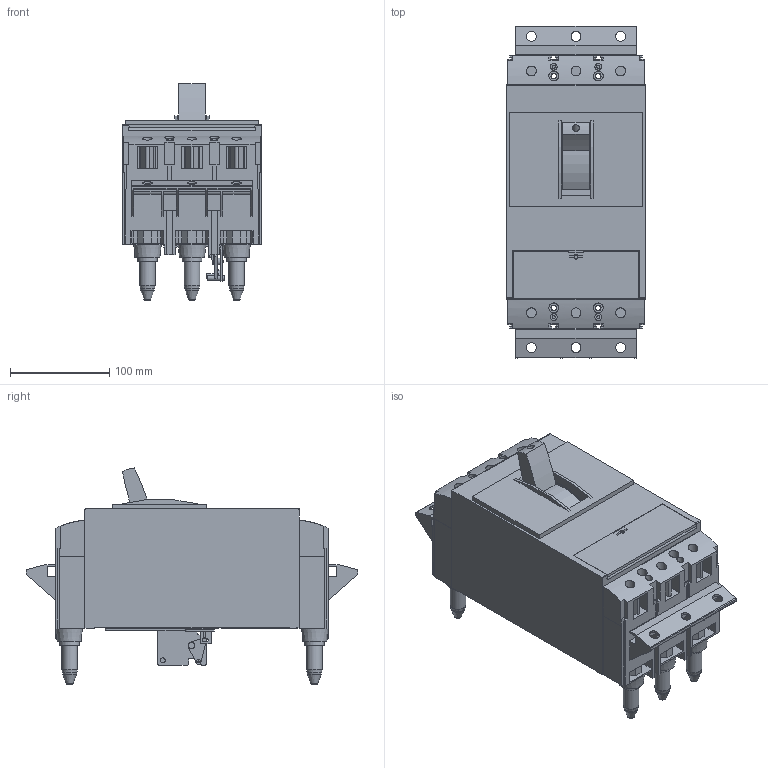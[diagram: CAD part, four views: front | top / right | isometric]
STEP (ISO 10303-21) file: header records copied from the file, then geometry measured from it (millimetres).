
FILE_DESCRIPTION(/* description */ ('STEP AP242','CAx-IF Rec.Pracs.---Representation and Presentation of Product Manufacturing Information (PMI)---4.0---2014-10-13','CAx-IF Rec.Pracs.---3D Tessellated Geometry---0.4---2014-09-14','2;1'),/* implementation_level */ '2;1');
FILE_NAME(/* name */ 'eaton-molded-case-switches-mcad-3d-models-nzm3-3p-xsve',/* time_stamp */ '2025-06-18T07:36:12+02:00',/* author */ ('License CC BY-ND 4.0'),/* organization */ ('CADENAS'),/* preprocessor_version */ 'ST-DEVELOPER v19.3',/* originating_system */ 'PARTsolutions',/* authorisation */ ' ');
FILE_SCHEMA (('AP242_MANAGED_MODEL_BASED_3D_ENGINEERING_MIM_LF { 1 0 10303 442 1 1 4 }'));
Length unit declared in the file: millimetre
Products named in the file (3): 192342; 168910_P1; 168910_P2
Assembly tree (2 placements, depth 2):
  192342
    168910_P1
    168910_P2
Bounding box: 140 x 335 x 218.1 mm (x, y, z)
Volume: 4535484.7 mm3; surface area: 317981.2 mm2
Topology: 2 solids, 2 shells, 1043 faces, 2792 edges, 1831 vertices
Faces by surface type: plane 771, cylinder 227, cone 27, torus 18
Full cylindrical faces by diameter (mm): 1.6 x1, 2 x2, 2.1 x1, 2.6 x1, 3.3 x4, 3.4 x1, 3.5 x2, 3.95 x1, 4 x2, 4.3 x2, 4.5 x6, 5 x2, 5.2 x4, 5.5 x8, 6 x4, 6.5 x4, 6.9 x4, 7 x3, 8 x2, 8.5 x6, 9.9 x4, 10 x12, 16 x6, 19.5 x6, 20 x1
Entity records: 31835 total; most frequent: CARTESIAN_POINT 5735, ORIENTED_EDGE 5302, DIRECTION 5226, EDGE_CURVE 2651, LINE 2114, VECTOR 2114, VERTEX_POINT 1815, AXIS2_PLACEMENT_3D 1556
